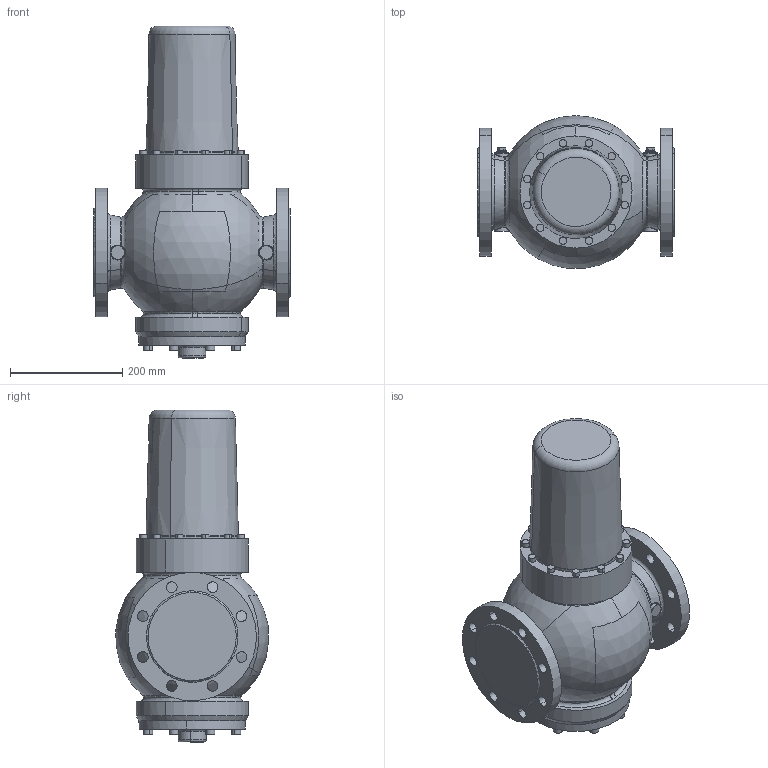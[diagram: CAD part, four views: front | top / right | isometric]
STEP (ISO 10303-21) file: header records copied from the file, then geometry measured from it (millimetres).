
FILE_DESCRIPTION(('CATIA V5 STEP'),'2;1');
FILE_NAME('DF100_DN_100_Class_150.stp','2015-01-20T16:13:03+00:00',('none'),('none'),'CATIA Version 5 Release 19 SP 9 (IN-10)','CATIA V5 STEP AP203 Edition 2','none');
FILE_SCHEMA(('AP203_CONFIGURATION_CONTROLLED_3D_DESIGN_OF_MECHANICAL_PARTS_AND_ASSEMBLIES_MIM_LF { 1 0 10303 403 2 1 2}'));
Length unit declared in the file: millimetre
Products named in the file (1): 300300002_DF100_DN_100_Class_150_AllCATPart
Bounding box: 350 x 272.52 x 592 mm (x, y, z)
Volume: 20798286.5 mm3; surface area: 631754.3 mm2
Topology: 1 solids, 7 shells, 376 faces, 860 edges, 532 vertices
Faces by surface type: cylinder 126, torus 71, plane 65, bspline 56, cone 44, sphere 14
Entity records: 16170 total; most frequent: CARTESIAN_POINT 8787, ORIENTED_EDGE 1720, DIRECTION 1029, EDGE_CURVE 860, AXIS2_PLACEMENT_3D 606, VERTEX_POINT 532, EDGE_LOOP 450, ADVANCED_FACE 376
